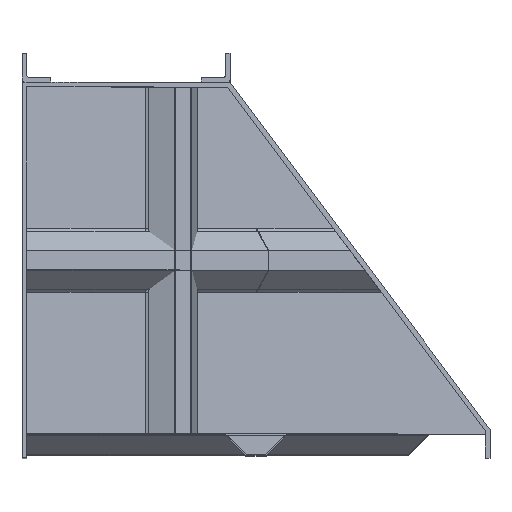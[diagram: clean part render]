
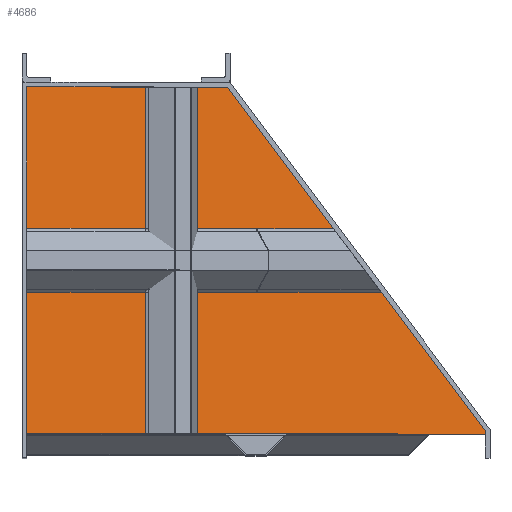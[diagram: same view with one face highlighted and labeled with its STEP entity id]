
A CAD part, top view. The second image highlights one B-rep face of the part: STEP entity #4686.
In plain terms, the highlighted planar face has unit normal (0.555, 0, 0.832).
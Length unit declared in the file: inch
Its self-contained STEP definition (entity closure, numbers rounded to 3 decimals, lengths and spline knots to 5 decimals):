
#24 = CARTESIAN_POINT ( 'NONE',  ( 8.03098, -0.25, 12.04647 ) ) ;
#130 = PLANE ( 'NONE',  #6218 ) ;
#159 = DIRECTION ( 'NONE',  ( 0.832, 0., -0.555 ) ) ;
#439 = ORIENTED_EDGE ( 'NONE', *, *, #5996, .T. ) ;
#651 = LINE ( 'NONE', #5994, #1015 ) ;
#685 = VERTEX_POINT ( 'NONE', #1206 ) ;
#907 = ORIENTED_EDGE ( 'NONE', *, *, #4632, .T. ) ;
#1015 = VECTOR ( 'NONE', #3341, 39.37008 ) ;
#1034 = ORIENTED_EDGE ( 'NONE', *, *, #2283, .F. ) ;
#1206 = CARTESIAN_POINT ( 'NONE',  ( 0.25, -0.25, 17.2338 ) ) ;
#1586 = ORIENTED_EDGE ( 'NONE', *, *, #3098, .F. ) ;
#1690 = DIRECTION ( 'NONE',  ( 0.555, 0., 0.832 ) ) ;
#2115 = CARTESIAN_POINT ( 'NONE',  ( 24.05, 18., 1.36713 ) ) ;
#2131 = EDGE_CURVE ( 'NONE', #6138, #685, #5559, .T. ) ;
#2283 = EDGE_CURVE ( 'NONE', #4408, #685, #3786, .T. ) ;
#2362 = CARTESIAN_POINT ( 'NONE',  ( 24.05, -0.08333, 1.36713 ) ) ;
#2501 = DIRECTION ( 'NONE',  ( 0., -1., 0. ) ) ;
#2647 = DIRECTION ( 'NONE',  ( -0.832, 0., 0.555 ) ) ;
#2650 = EDGE_LOOP ( 'NONE', ( #1034, #439, #1586, #907, #6943 ) ) ;
#2795 = LINE ( 'NONE', #6700, #3156 ) ;
#3098 = EDGE_CURVE ( 'NONE', #5877, #3202, #2795, .T. ) ;
#3156 = VECTOR ( 'NONE', #3321, 39.37008 ) ;
#3202 = VERTEX_POINT ( 'NONE', #2362 ) ;
#3321 = DIRECTION ( 'NONE',  ( 0.557, -0.743, -0.371 ) ) ;
#3341 = DIRECTION ( 'NONE',  ( -0.832, 0., 0.555 ) ) ;
#3383 = CARTESIAN_POINT ( 'NONE',  ( 24.43868, 18., 1.10801 ) ) ;
#3599 = VECTOR ( 'NONE', #5289, 39.37008 ) ;
#3786 = LINE ( 'NONE', #24, #5844 ) ;
#4377 = CARTESIAN_POINT ( 'NONE',  ( 0.25, 17.75, 17.2338 ) ) ;
#4408 = VERTEX_POINT ( 'NONE', #5304 ) ;
#4632 = EDGE_CURVE ( 'NONE', #5877, #6138, #651, .T. ) ;
#4655 = CARTESIAN_POINT ( 'NONE',  ( 0.25, 18., 17.2338 ) ) ;
#4686 = ADVANCED_FACE ( 'NONE', ( #4990 ), #130, .T. ) ;
#4990 = FACE_OUTER_BOUND ( 'NONE', #2650, .T. ) ;
#5289 = DIRECTION ( 'NONE',  ( 0., 1., 0. ) ) ;
#5304 = CARTESIAN_POINT ( 'NONE',  ( 24.05, -0.25, 1.36713 ) ) ;
#5559 = LINE ( 'NONE', #4655, #6850 ) ;
#5732 = CARTESIAN_POINT ( 'NONE',  ( 10.675, 17.75, 10.2838 ) ) ;
#5844 = VECTOR ( 'NONE', #2647, 39.37008 ) ;
#5877 = VERTEX_POINT ( 'NONE', #5732 ) ;
#5994 = CARTESIAN_POINT ( 'NONE',  ( 8.03098, 17.75, 12.04647 ) ) ;
#5996 = EDGE_CURVE ( 'NONE', #4408, #3202, #6954, .T. ) ;
#6138 = VERTEX_POINT ( 'NONE', #4377 ) ;
#6218 = AXIS2_PLACEMENT_3D ( 'NONE', #3383, #1690, #159 ) ;
#6700 = CARTESIAN_POINT ( 'NONE',  ( 16.74148, 9.66137, 6.23948 ) ) ;
#6850 = VECTOR ( 'NONE', #2501, 39.37008 ) ;
#6943 = ORIENTED_EDGE ( 'NONE', *, *, #2131, .T. ) ;
#6954 = LINE ( 'NONE', #2115, #3599 ) ;
